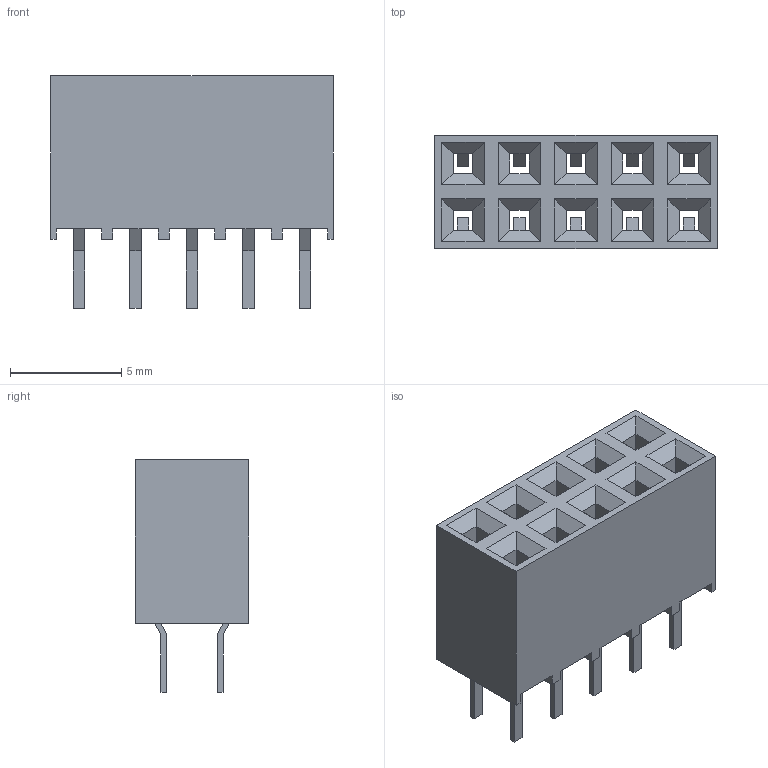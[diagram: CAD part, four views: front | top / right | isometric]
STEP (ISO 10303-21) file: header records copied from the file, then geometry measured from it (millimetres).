
FILE_DESCRIPTION(('STEP AP242'),'1');
FILE_NAME('bcs-105-l-d-te.stp','2024-06-01T09:21:59',('TraceParts'),('TraceParts S.A.'),'Spatial InterOp 3D',' ',' ');
FILE_SCHEMA(('AP242_MANAGED_MODEL_BASED_3D_ENGINEERING_MIM_LF {1 0 10303 442 1 1 4}'));
Length unit declared in the file: millimetre
Products named in the file (1): bcs-105-l-d-te
Bounding box: 12.7 x 5.08 x 10.46 mm (x, y, z)
Volume: 394.4 mm3; surface area: 685.3 mm2
Topology: 1 solids, 1 shells, 176 faces, 482 edges, 308 vertices
Faces by surface type: plane 176
Entity records: 6870 total; most frequent: CARTESIAN_POINT 967, ORIENTED_EDGE 964, DIRECTION 836, EDGE_CURVE 482, LINE 482, VECTOR 482, VERTEX_POINT 308, EDGE_LOOP 196
